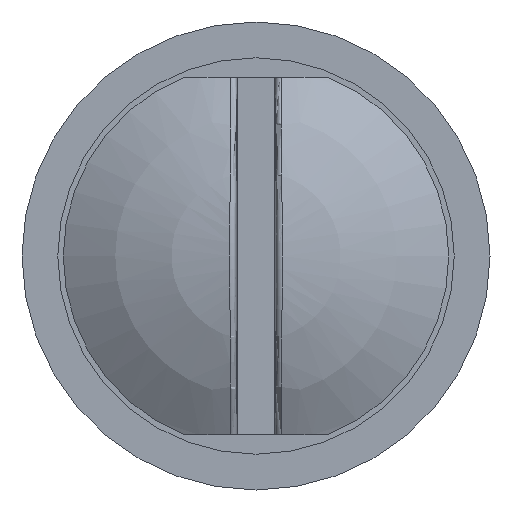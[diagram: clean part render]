
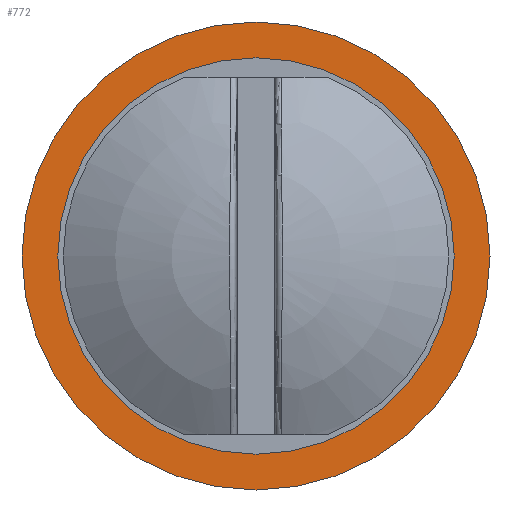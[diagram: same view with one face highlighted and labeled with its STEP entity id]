
A CAD part, front view. The second image highlights one B-rep face of the part: STEP entity #772.
In plain terms, the highlighted planar face has unit normal (0, -1, 0).
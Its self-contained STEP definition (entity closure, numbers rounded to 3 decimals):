
#305=CARTESIAN_POINT('',(0.,1.5,0.));
#306=DIRECTION('',(0.,1.,0.));
#307=DIRECTION('',(-1.,0.,0.));
#308=AXIS2_PLACEMENT_3D('',#305,#306,#307);
#320=CARTESIAN_POINT('',(0.,1.5,0.));
#321=DIRECTION('',(0.,1.,0.));
#322=DIRECTION('',(-1.,0.,0.));
#323=AXIS2_PLACEMENT_3D('',#320,#321,#322);
#328=CARTESIAN_POINT('',(0.,1.5,0.));
#329=DIRECTION('',(0.,1.,0.));
#330=DIRECTION('',(1.,0.,0.));
#331=AXIS2_PLACEMENT_3D('',#328,#329,#330);
#398=CARTESIAN_POINT('',(0.,1.5,0.));
#399=DIRECTION('',(0.,1.,0.));
#400=DIRECTION('',(1.,0.,0.));
#401=AXIS2_PLACEMENT_3D('',#398,#399,#400);
#499=CARTESIAN_POINT('',(-8.5,1.5,0.));
#500=CARTESIAN_POINT('',(8.5,1.5,0.));
#501=VERTEX_POINT('',#499);
#502=VERTEX_POINT('',#500);
#555=CARTESIAN_POINT('',(7.2,1.5,0.));
#556=CARTESIAN_POINT('',(-7.2,1.5,0.));
#557=VERTEX_POINT('',#555);
#558=VERTEX_POINT('',#556);
#756=CARTESIAN_POINT('',(0.,1.5,0.));
#757=DIRECTION('',(0.,1.,0.));
#758=DIRECTION('',(-1.,0.,0.));
#759=AXIS2_PLACEMENT_3D('',#756,#757,#758);
#760=PLANE('',#759);
#762=ORIENTED_EDGE('',*,*,#761,.T.);
#764=ORIENTED_EDGE('',*,*,#763,.T.);
#765=EDGE_LOOP('',(#762,#764));
#766=FACE_OUTER_BOUND('',#765,.F.);
#768=ORIENTED_EDGE('',*,*,#767,.F.);
#769=ORIENTED_EDGE('',*,*,#746,.F.);
#770=EDGE_LOOP('',(#768,#769));
#771=FACE_BOUND('',#770,.F.);
#772=ADVANCED_FACE('',(#766,#771),#760,.F.);
#309=CIRCLE('',#308,7.2);
#324=CIRCLE('',#323,8.5);
#332=CIRCLE('',#331,8.5);
#402=CIRCLE('',#401,7.2);
#746=EDGE_CURVE('',#558,#557,#309,.T.);
#761=EDGE_CURVE('',#501,#502,#324,.T.);
#763=EDGE_CURVE('',#502,#501,#332,.T.);
#767=EDGE_CURVE('',#557,#558,#402,.T.);
